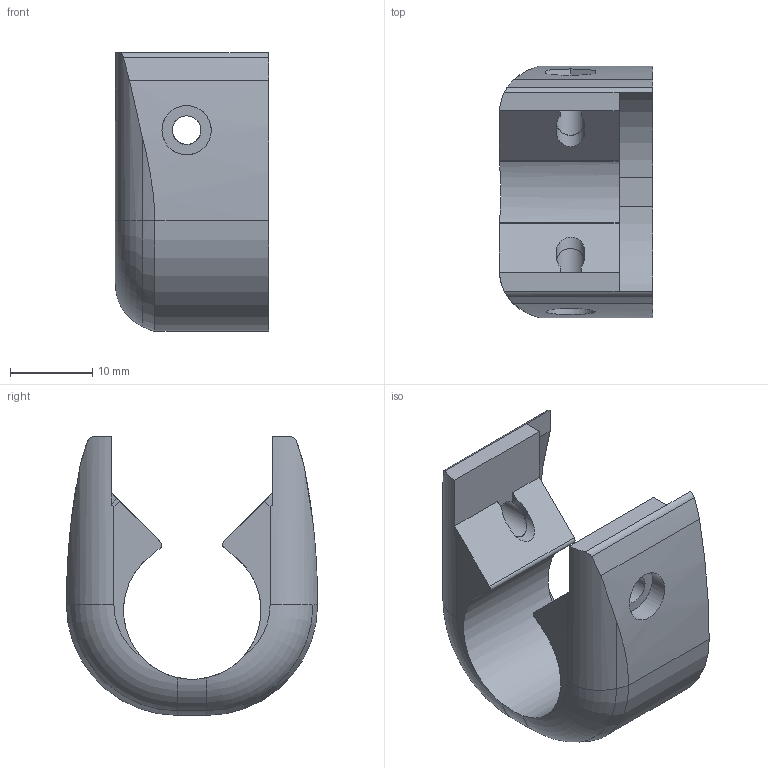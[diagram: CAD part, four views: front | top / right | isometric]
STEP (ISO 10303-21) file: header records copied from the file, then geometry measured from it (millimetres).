
FILE_DESCRIPTION(/* description */ (''),/* implementation_level */ '2;1');
FILE_NAME(/* name */ 'Avant garde main Winchester.step',/* time_stamp */ '2022-09-23T08:51:39+02:00',/* author */ (''),/* organization */ (''),/* preprocessor_version */ 'ST-DEVELOPER v19',/* originating_system */ 'Autodesk Translation Framework v11.7.0.108',/* authorisation */ '');
FILE_SCHEMA (('AUTOMOTIVE_DESIGN { 1 0 10303 214 3 1 1 }'));
Length unit declared in the file: millimetre
Products named in the file (1): (Non enregistré)
Bounding box: 18.68 x 30.6 x 33.95 mm (x, y, z)
Volume: 6795.3 mm3; surface area: 4093.4 mm2
Topology: 1 solids, 1 shells, 71 faces, 206 edges, 131 vertices
Faces by surface type: plane 35, cylinder 28, bspline 6, torus 2
Full cylindrical faces by diameter (mm): 3.5 x2, 6 x1
Entity records: 2574 total; most frequent: CARTESIAN_POINT 640, ORIENTED_EDGE 412, DIRECTION 397, EDGE_CURVE 206, AXIS2_PLACEMENT_3D 142, VERTEX_POINT 131, LINE 113, VECTOR 113
